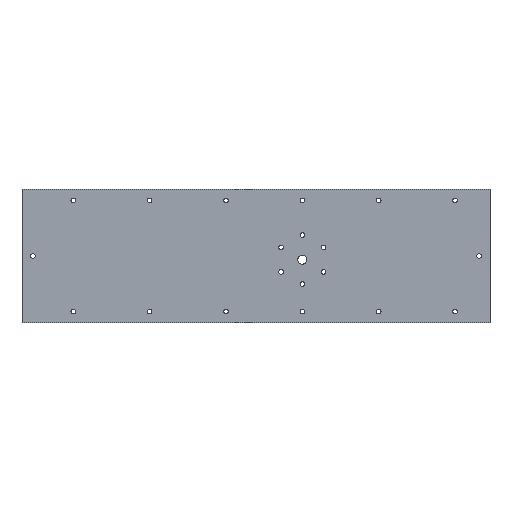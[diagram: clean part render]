
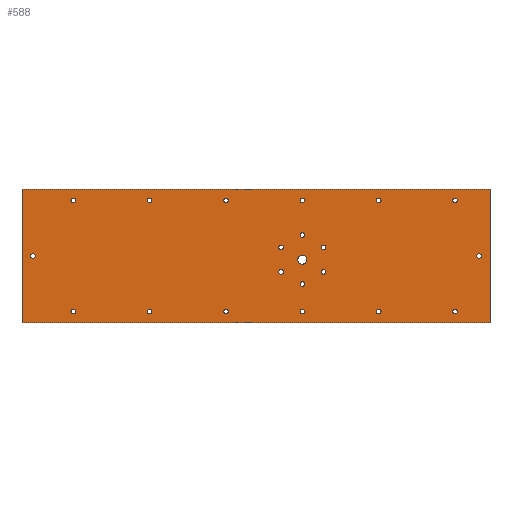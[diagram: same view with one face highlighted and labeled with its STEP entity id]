
A CAD part, top view. The second image highlights one B-rep face of the part: STEP entity #588.
In plain terms, the highlighted planar face has unit normal (0, 0, 1).
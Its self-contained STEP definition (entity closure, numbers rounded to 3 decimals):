
#15=FACE_BOUND('',#116,.T.);
#16=FACE_BOUND('',#117,.T.);
#17=FACE_BOUND('',#118,.T.);
#18=FACE_BOUND('',#119,.T.);
#19=FACE_BOUND('',#120,.T.);
#20=FACE_BOUND('',#121,.T.);
#21=FACE_BOUND('',#122,.T.);
#22=FACE_BOUND('',#123,.T.);
#23=FACE_BOUND('',#124,.T.);
#24=FACE_BOUND('',#125,.T.);
#25=FACE_BOUND('',#126,.T.);
#26=FACE_BOUND('',#127,.T.);
#27=FACE_BOUND('',#128,.T.);
#28=FACE_BOUND('',#129,.T.);
#29=FACE_BOUND('',#130,.T.);
#30=FACE_BOUND('',#131,.T.);
#31=FACE_BOUND('',#132,.T.);
#32=FACE_BOUND('',#133,.T.);
#33=FACE_BOUND('',#134,.T.);
#34=FACE_BOUND('',#135,.T.);
#35=FACE_BOUND('',#136,.T.);
#61=PLANE('',#671);
#88=FACE_OUTER_BOUND('',#115,.T.);
#115=EDGE_LOOP('',(#492,#493,#494,#495));
#116=EDGE_LOOP('',(#496));
#117=EDGE_LOOP('',(#497));
#118=EDGE_LOOP('',(#498));
#119=EDGE_LOOP('',(#499));
#120=EDGE_LOOP('',(#500));
#121=EDGE_LOOP('',(#501));
#122=EDGE_LOOP('',(#502));
#123=EDGE_LOOP('',(#503));
#124=EDGE_LOOP('',(#504));
#125=EDGE_LOOP('',(#505));
#126=EDGE_LOOP('',(#506));
#127=EDGE_LOOP('',(#507));
#128=EDGE_LOOP('',(#508));
#129=EDGE_LOOP('',(#509));
#130=EDGE_LOOP('',(#510));
#131=EDGE_LOOP('',(#511));
#132=EDGE_LOOP('',(#512));
#133=EDGE_LOOP('',(#513));
#134=EDGE_LOOP('',(#514));
#135=EDGE_LOOP('',(#515));
#136=EDGE_LOOP('',(#516));
#182=LINE('',#980,#215);
#185=LINE('',#986,#218);
#188=LINE('',#992,#221);
#191=LINE('',#996,#224);
#215=VECTOR('',#826,10.);
#218=VECTOR('',#831,10.);
#221=VECTOR('',#836,10.);
#224=VECTOR('',#841,10.);
#225=CIRCLE('',#605,4.1);
#227=CIRCLE('',#608,2.1);
#229=CIRCLE('',#611,2.1);
#231=CIRCLE('',#614,2.1);
#233=CIRCLE('',#617,2.1);
#235=CIRCLE('',#620,2.1);
#237=CIRCLE('',#623,2.1);
#239=CIRCLE('',#626,2.1);
#241=CIRCLE('',#629,2.1);
#243=CIRCLE('',#632,2.1);
#245=CIRCLE('',#635,2.1);
#247=CIRCLE('',#638,2.1);
#249=CIRCLE('',#641,2.1);
#251=CIRCLE('',#644,2.1);
#253=CIRCLE('',#647,2.1);
#255=CIRCLE('',#650,2.1);
#257=CIRCLE('',#653,2.1);
#259=CIRCLE('',#656,2.1);
#261=CIRCLE('',#659,2.1);
#263=CIRCLE('',#662,2.1);
#265=CIRCLE('',#665,2.1);
#267=VERTEX_POINT('',#848);
#269=VERTEX_POINT('',#854);
#271=VERTEX_POINT('',#860);
#273=VERTEX_POINT('',#866);
#275=VERTEX_POINT('',#872);
#277=VERTEX_POINT('',#878);
#279=VERTEX_POINT('',#884);
#281=VERTEX_POINT('',#890);
#283=VERTEX_POINT('',#896);
#285=VERTEX_POINT('',#902);
#287=VERTEX_POINT('',#908);
#289=VERTEX_POINT('',#914);
#291=VERTEX_POINT('',#920);
#293=VERTEX_POINT('',#926);
#295=VERTEX_POINT('',#932);
#297=VERTEX_POINT('',#938);
#299=VERTEX_POINT('',#944);
#301=VERTEX_POINT('',#950);
#303=VERTEX_POINT('',#956);
#305=VERTEX_POINT('',#962);
#307=VERTEX_POINT('',#968);
#311=VERTEX_POINT('',#977);
#312=VERTEX_POINT('',#979);
#314=VERTEX_POINT('',#985);
#316=VERTEX_POINT('',#991);
#317=EDGE_CURVE('',#267,#267,#225,.T.);
#320=EDGE_CURVE('',#269,#269,#227,.T.);
#323=EDGE_CURVE('',#271,#271,#229,.T.);
#326=EDGE_CURVE('',#273,#273,#231,.T.);
#329=EDGE_CURVE('',#275,#275,#233,.T.);
#332=EDGE_CURVE('',#277,#277,#235,.T.);
#335=EDGE_CURVE('',#279,#279,#237,.T.);
#338=EDGE_CURVE('',#281,#281,#239,.T.);
#341=EDGE_CURVE('',#283,#283,#241,.T.);
#344=EDGE_CURVE('',#285,#285,#243,.T.);
#347=EDGE_CURVE('',#287,#287,#245,.T.);
#350=EDGE_CURVE('',#289,#289,#247,.T.);
#353=EDGE_CURVE('',#291,#291,#249,.T.);
#356=EDGE_CURVE('',#293,#293,#251,.T.);
#359=EDGE_CURVE('',#295,#295,#253,.T.);
#362=EDGE_CURVE('',#297,#297,#255,.T.);
#365=EDGE_CURVE('',#299,#299,#257,.T.);
#368=EDGE_CURVE('',#301,#301,#259,.T.);
#371=EDGE_CURVE('',#303,#303,#261,.T.);
#374=EDGE_CURVE('',#305,#305,#263,.T.);
#377=EDGE_CURVE('',#307,#307,#265,.T.);
#382=EDGE_CURVE('',#312,#311,#182,.T.);
#385=EDGE_CURVE('',#314,#312,#185,.T.);
#388=EDGE_CURVE('',#316,#314,#188,.T.);
#391=EDGE_CURVE('',#311,#316,#191,.T.);
#492=ORIENTED_EDGE('',*,*,#391,.T.);
#493=ORIENTED_EDGE('',*,*,#388,.T.);
#494=ORIENTED_EDGE('',*,*,#385,.T.);
#495=ORIENTED_EDGE('',*,*,#382,.T.);
#496=ORIENTED_EDGE('',*,*,#377,.T.);
#497=ORIENTED_EDGE('',*,*,#374,.T.);
#498=ORIENTED_EDGE('',*,*,#371,.T.);
#499=ORIENTED_EDGE('',*,*,#368,.T.);
#500=ORIENTED_EDGE('',*,*,#365,.T.);
#501=ORIENTED_EDGE('',*,*,#362,.T.);
#502=ORIENTED_EDGE('',*,*,#359,.T.);
#503=ORIENTED_EDGE('',*,*,#356,.T.);
#504=ORIENTED_EDGE('',*,*,#353,.T.);
#505=ORIENTED_EDGE('',*,*,#350,.T.);
#506=ORIENTED_EDGE('',*,*,#347,.T.);
#507=ORIENTED_EDGE('',*,*,#344,.T.);
#508=ORIENTED_EDGE('',*,*,#341,.T.);
#509=ORIENTED_EDGE('',*,*,#338,.T.);
#510=ORIENTED_EDGE('',*,*,#335,.T.);
#511=ORIENTED_EDGE('',*,*,#332,.T.);
#512=ORIENTED_EDGE('',*,*,#329,.T.);
#513=ORIENTED_EDGE('',*,*,#326,.T.);
#514=ORIENTED_EDGE('',*,*,#323,.T.);
#515=ORIENTED_EDGE('',*,*,#320,.T.);
#516=ORIENTED_EDGE('',*,*,#317,.T.);
#588=ADVANCED_FACE('',(#88,#15,#16,#17,#18,#19,#20,#21,#22,#23,#24,#25,
#26,#27,#28,#29,#30,#31,#32,#33,#34,#35),#61,.T.);
#605=AXIS2_PLACEMENT_3D('',#849,#677,#678);
#608=AXIS2_PLACEMENT_3D('',#855,#684,#685);
#611=AXIS2_PLACEMENT_3D('',#861,#691,#692);
#614=AXIS2_PLACEMENT_3D('',#867,#698,#699);
#617=AXIS2_PLACEMENT_3D('',#873,#705,#706);
#620=AXIS2_PLACEMENT_3D('',#879,#712,#713);
#623=AXIS2_PLACEMENT_3D('',#885,#719,#720);
#626=AXIS2_PLACEMENT_3D('',#891,#726,#727);
#629=AXIS2_PLACEMENT_3D('',#897,#733,#734);
#632=AXIS2_PLACEMENT_3D('',#903,#740,#741);
#635=AXIS2_PLACEMENT_3D('',#909,#747,#748);
#638=AXIS2_PLACEMENT_3D('',#915,#754,#755);
#641=AXIS2_PLACEMENT_3D('',#921,#761,#762);
#644=AXIS2_PLACEMENT_3D('',#927,#768,#769);
#647=AXIS2_PLACEMENT_3D('',#933,#775,#776);
#650=AXIS2_PLACEMENT_3D('',#939,#782,#783);
#653=AXIS2_PLACEMENT_3D('',#945,#789,#790);
#656=AXIS2_PLACEMENT_3D('',#951,#796,#797);
#659=AXIS2_PLACEMENT_3D('',#957,#803,#804);
#662=AXIS2_PLACEMENT_3D('',#963,#810,#811);
#665=AXIS2_PLACEMENT_3D('',#969,#817,#818);
#671=AXIS2_PLACEMENT_3D('',#997,#842,#843);
#677=DIRECTION('center_axis',(0.,0.,-1.));
#678=DIRECTION('ref_axis',(1.,0.,0.));
#684=DIRECTION('center_axis',(0.,0.,-1.));
#685=DIRECTION('ref_axis',(1.,0.,0.));
#691=DIRECTION('center_axis',(0.,0.,-1.));
#692=DIRECTION('ref_axis',(1.,0.,0.));
#698=DIRECTION('center_axis',(0.,0.,-1.));
#699=DIRECTION('ref_axis',(1.,0.,0.));
#705=DIRECTION('center_axis',(0.,0.,-1.));
#706=DIRECTION('ref_axis',(1.,0.,0.));
#712=DIRECTION('center_axis',(0.,0.,-1.));
#713=DIRECTION('ref_axis',(1.,0.,0.));
#719=DIRECTION('center_axis',(0.,0.,-1.));
#720=DIRECTION('ref_axis',(1.,0.,0.));
#726=DIRECTION('center_axis',(0.,0.,-1.));
#727=DIRECTION('ref_axis',(1.,0.,0.));
#733=DIRECTION('center_axis',(0.,0.,-1.));
#734=DIRECTION('ref_axis',(1.,0.,0.));
#740=DIRECTION('center_axis',(0.,0.,-1.));
#741=DIRECTION('ref_axis',(1.,0.,0.));
#747=DIRECTION('center_axis',(0.,0.,-1.));
#748=DIRECTION('ref_axis',(1.,0.,0.));
#754=DIRECTION('center_axis',(0.,0.,-1.));
#755=DIRECTION('ref_axis',(1.,0.,0.));
#761=DIRECTION('center_axis',(0.,0.,-1.));
#762=DIRECTION('ref_axis',(1.,0.,0.));
#768=DIRECTION('center_axis',(0.,0.,-1.));
#769=DIRECTION('ref_axis',(1.,0.,0.));
#775=DIRECTION('center_axis',(0.,0.,-1.));
#776=DIRECTION('ref_axis',(1.,0.,0.));
#782=DIRECTION('center_axis',(0.,0.,-1.));
#783=DIRECTION('ref_axis',(1.,0.,0.));
#789=DIRECTION('center_axis',(0.,0.,-1.));
#790=DIRECTION('ref_axis',(1.,0.,0.));
#796=DIRECTION('center_axis',(0.,0.,-1.));
#797=DIRECTION('ref_axis',(1.,0.,0.));
#803=DIRECTION('center_axis',(0.,0.,-1.));
#804=DIRECTION('ref_axis',(1.,0.,0.));
#810=DIRECTION('center_axis',(0.,0.,-1.));
#811=DIRECTION('ref_axis',(1.,0.,0.));
#817=DIRECTION('center_axis',(0.,0.,-1.));
#818=DIRECTION('ref_axis',(1.,0.,0.));
#826=DIRECTION('',(1.,0.,0.));
#831=DIRECTION('',(0.,-1.,0.));
#836=DIRECTION('',(-1.,0.,0.));
#841=DIRECTION('',(0.,1.,0.));
#842=DIRECTION('center_axis',(0.,0.,1.));
#843=DIRECTION('ref_axis',(1.,0.,0.));
#848=CARTESIAN_POINT('',(38.4,-3.3,3.5));
#849=CARTESIAN_POINT('Origin',(42.5,-3.3,3.5));
#854=CARTESIAN_POINT('',(40.4,51.,3.5));
#855=CARTESIAN_POINT('Origin',(42.5,51.,3.5));
#860=CARTESIAN_POINT('',(40.4,19.2,3.5));
#861=CARTESIAN_POINT('Origin',(42.5,19.2,3.5));
#866=CARTESIAN_POINT('',(20.914,7.95,3.5));
#867=CARTESIAN_POINT('Origin',(23.014,7.95,3.5));
#872=CARTESIAN_POINT('',(20.914,-14.55,3.5));
#873=CARTESIAN_POINT('Origin',(23.014,-14.55,3.5));
#878=CARTESIAN_POINT('',(40.4,-25.8,3.5));
#879=CARTESIAN_POINT('Origin',(42.5,-25.8,3.5));
#884=CARTESIAN_POINT('',(59.886,-14.55,3.5));
#885=CARTESIAN_POINT('Origin',(61.986,-14.55,3.5));
#890=CARTESIAN_POINT('',(59.886,7.95,3.5));
#891=CARTESIAN_POINT('Origin',(61.986,7.95,3.5));
#896=CARTESIAN_POINT('',(-169.6,51.,3.5));
#897=CARTESIAN_POINT('Origin',(-167.5,51.,3.5));
#902=CARTESIAN_POINT('',(-29.6,-51.,3.5));
#903=CARTESIAN_POINT('Origin',(-27.5,-51.,3.5));
#908=CARTESIAN_POINT('',(-169.6,-51.,3.5));
#909=CARTESIAN_POINT('Origin',(-167.5,-51.,3.5));
#914=CARTESIAN_POINT('',(110.4,-51.,3.5));
#915=CARTESIAN_POINT('Origin',(112.5,-51.,3.5));
#920=CARTESIAN_POINT('',(180.4,51.,3.5));
#921=CARTESIAN_POINT('Origin',(182.5,51.,3.5));
#926=CARTESIAN_POINT('',(110.4,51.,3.5));
#927=CARTESIAN_POINT('Origin',(112.5,51.,3.5));
#932=CARTESIAN_POINT('',(-29.6,51.,3.5));
#933=CARTESIAN_POINT('Origin',(-27.5,51.,3.5));
#938=CARTESIAN_POINT('',(-99.6,51.,3.5));
#939=CARTESIAN_POINT('Origin',(-97.5,51.,3.5));
#944=CARTESIAN_POINT('',(-206.6,0.,3.5));
#945=CARTESIAN_POINT('Origin',(-204.5,0.,3.5));
#950=CARTESIAN_POINT('',(202.4,0.,3.5));
#951=CARTESIAN_POINT('Origin',(204.5,0.,3.5));
#956=CARTESIAN_POINT('',(40.4,-51.,3.5));
#957=CARTESIAN_POINT('Origin',(42.5,-51.,3.5));
#962=CARTESIAN_POINT('',(-99.6,-51.,3.5));
#963=CARTESIAN_POINT('Origin',(-97.5,-51.,3.5));
#968=CARTESIAN_POINT('',(180.4,-51.,3.5));
#969=CARTESIAN_POINT('Origin',(182.5,-51.,3.5));
#977=CARTESIAN_POINT('',(214.5,-61.,3.5));
#979=CARTESIAN_POINT('',(-214.5,-61.,3.5));
#980=CARTESIAN_POINT('',(214.5,-61.,3.5));
#985=CARTESIAN_POINT('',(-214.5,61.,3.5));
#986=CARTESIAN_POINT('',(-214.5,-61.,3.5));
#991=CARTESIAN_POINT('',(214.5,61.,3.5));
#992=CARTESIAN_POINT('',(-214.5,61.,3.5));
#996=CARTESIAN_POINT('',(214.5,61.,3.5));
#997=CARTESIAN_POINT('Origin',(0.,0.,3.5));
